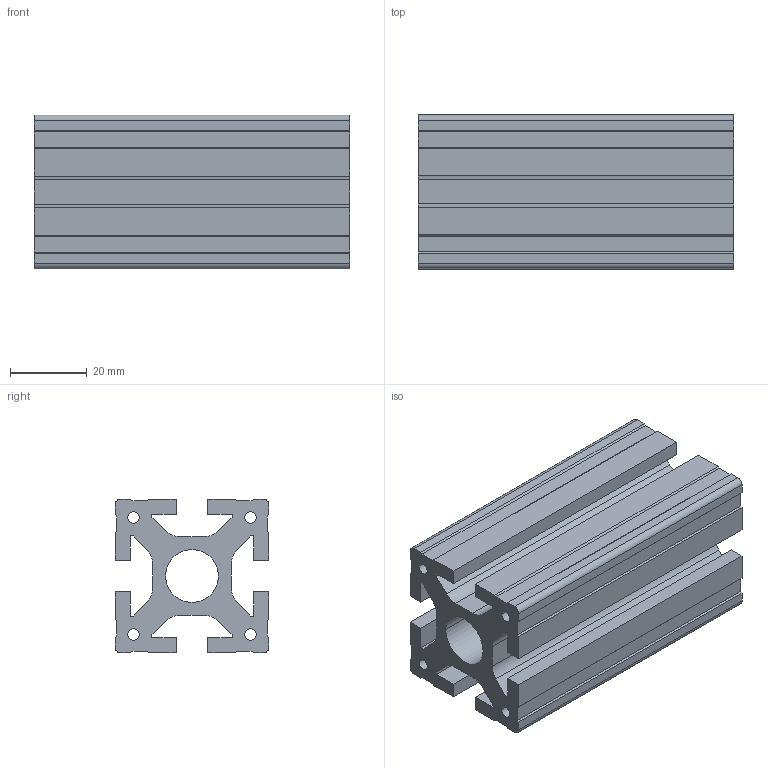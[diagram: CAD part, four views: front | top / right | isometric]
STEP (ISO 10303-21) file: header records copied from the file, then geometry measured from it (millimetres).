
FILE_DESCRIPTION(('CATIA V5 STEP Exchange'),'2;1');
FILE_NAME('ROSIE-001-02-05.stp','2024-03-08T15:36:47+00:00',('none'),('none'),'CATIA Version 5 Release 21 GA (IN-10)','CATIA V5 STEP AP214','none');
FILE_SCHEMA(('AUTOMOTIVE_DESIGN { 1 0 10303 214 1 1 1 1 }'));
Length unit declared in the file: millimetre
Products named in the file (1): ROSIE-001-02-03
Bounding box: 82 x 40 x 40 mm (x, y, z)
Volume: 73548.3 mm3; surface area: 34294.7 mm2
Topology: 1 solids, 1 shells, 116 faces, 334 edges, 220 vertices
Faces by surface type: plane 78, cylinder 30, cone 8
Entity records: 3624 total; most frequent: ORIENTED_EDGE 668, CARTESIAN_POINT 622, DIRECTION 468, EDGE_CURVE 334, VECTOR 266, LINE 266, VERTEX_POINT 220, AXIS2_PLACEMENT_3D 136
